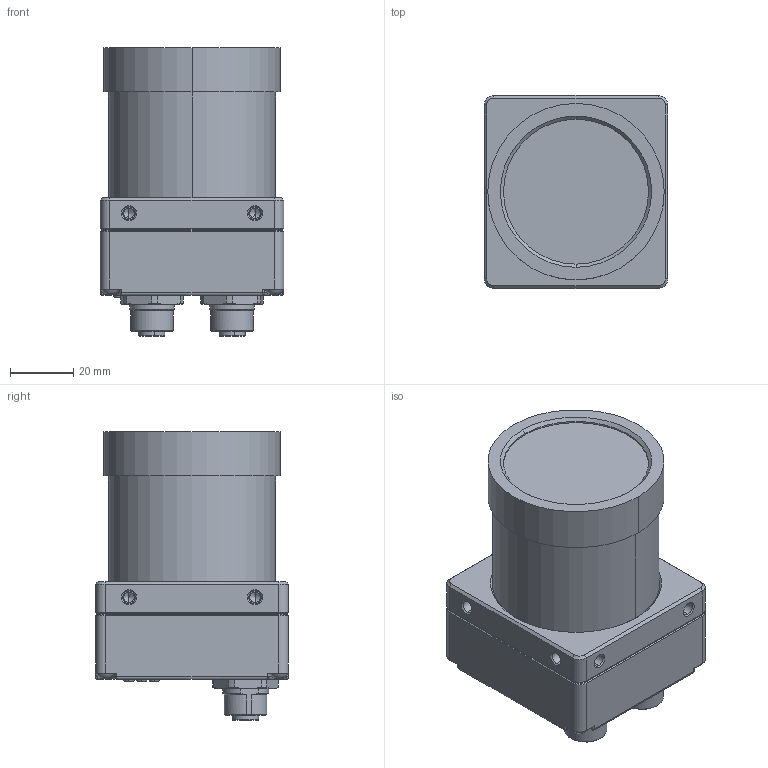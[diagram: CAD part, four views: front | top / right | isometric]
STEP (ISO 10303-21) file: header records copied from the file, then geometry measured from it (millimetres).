
FILE_DESCRIPTION((''),'2;1');
FILE_NAME('CAD-7145_SW0001','2021-02-16T11:36:15',('creinig-se'),(''),'CREO PARAMETRIC BY PTC INC, 2019292','CREO PARAMETRIC BY PTC INC, 2019292','');
FILE_SCHEMA(('CONFIG_CONTROL_DESIGN','SHAPE_APPEARANCE_LAYERS_GROUPS'));
Length unit declared in the file: millimetre
Products named in the file (1): CAD-7145_SW0001
Bounding box: 58.2 x 61.2 x 91.47 mm (x, y, z)
Volume: 218202.4 mm3; surface area: 30055.4 mm2
Topology: 1 solids, 1 shells, 746 faces, 1894 edges, 1206 vertices
Faces by surface type: plane 350, cylinder 164, cone 124, extrusion 70, torus 24, bspline 8, sphere 6
Entity records: 32609 total; most frequent: CARTESIAN_POINT 9054, ORIENTED_EDGE 3734, DIRECTION 3544, EDGE_CURVE 1867, VERTEX_POINT 1200, AXIS2_PLACEMENT_3D 1189, VECTOR 1166, LINE 1096
